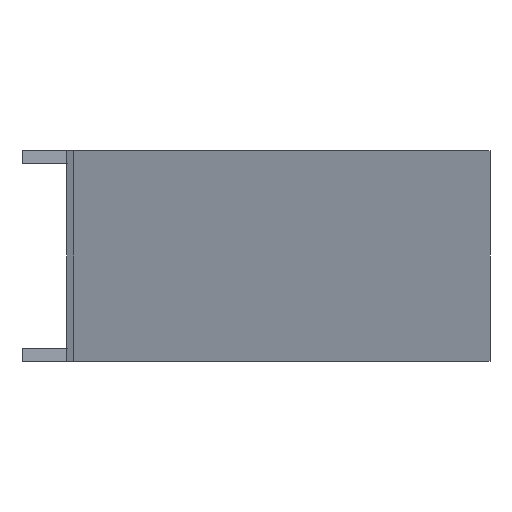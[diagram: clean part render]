
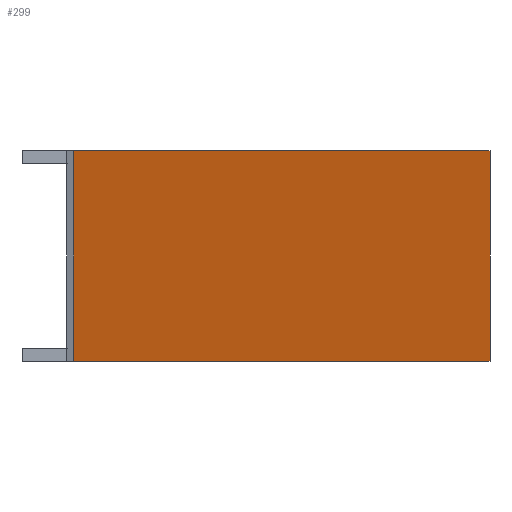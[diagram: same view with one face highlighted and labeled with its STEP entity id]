
A CAD part, left-side view. The second image highlights one B-rep face of the part: STEP entity #299.
In plain terms, the highlighted planar face has unit normal (-0.388, -0.922, 0).
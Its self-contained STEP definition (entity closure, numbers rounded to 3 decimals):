
#25=FACE_OUTER_BOUND('',#41,.T.);
#41=EDGE_LOOP('',(#241,#242,#243,#244));
#76=LINE('',#481,#116);
#77=LINE('',#483,#117);
#78=LINE('',#485,#118);
#79=LINE('',#486,#119);
#116=VECTOR('',#397,10.);
#117=VECTOR('',#398,10.);
#118=VECTOR('',#399,10.);
#119=VECTOR('',#400,10.);
#147=VERTEX_POINT('',#479);
#148=VERTEX_POINT('',#480);
#149=VERTEX_POINT('',#482);
#150=VERTEX_POINT('',#484);
#182=EDGE_CURVE('',#147,#148,#76,.T.);
#183=EDGE_CURVE('',#148,#149,#77,.T.);
#184=EDGE_CURVE('',#150,#149,#78,.T.);
#185=EDGE_CURVE('',#147,#150,#79,.T.);
#241=ORIENTED_EDGE('',*,*,#182,.T.);
#242=ORIENTED_EDGE('',*,*,#183,.T.);
#243=ORIENTED_EDGE('',*,*,#184,.F.);
#244=ORIENTED_EDGE('',*,*,#185,.F.);
#283=PLANE('',#338);
#299=ADVANCED_FACE('',(#25),#283,.T.);
#338=AXIS2_PLACEMENT_3D('',#478,#395,#396);
#395=DIRECTION('center_axis',(-0.388,-0.922,0.));
#396=DIRECTION('ref_axis',(0.922,-0.388,0.));
#397=DIRECTION('',(0.922,-0.388,0.));
#398=DIRECTION('',(0.,0.,1.));
#399=DIRECTION('',(0.922,-0.388,0.));
#400=DIRECTION('',(0.,0.,1.));
#478=CARTESIAN_POINT('Origin',(0.,79.372,0.));
#479=CARTESIAN_POINT('',(0.,79.372,0.));
#480=CARTESIAN_POINT('',(188.448,0.,0.));
#481=CARTESIAN_POINT('',(0.,79.372,0.));
#482=CARTESIAN_POINT('',(188.448,0.,40.1));
#483=CARTESIAN_POINT('',(188.448,0.,0.));
#484=CARTESIAN_POINT('',(0.,79.372,40.1));
#485=CARTESIAN_POINT('',(0.,79.372,40.1));
#486=CARTESIAN_POINT('',(0.,79.372,0.));
